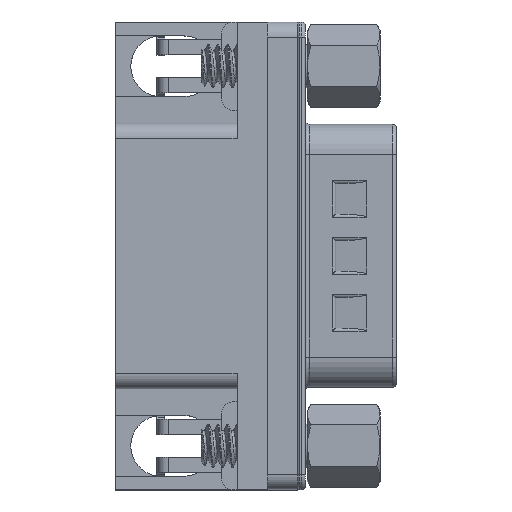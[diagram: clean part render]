
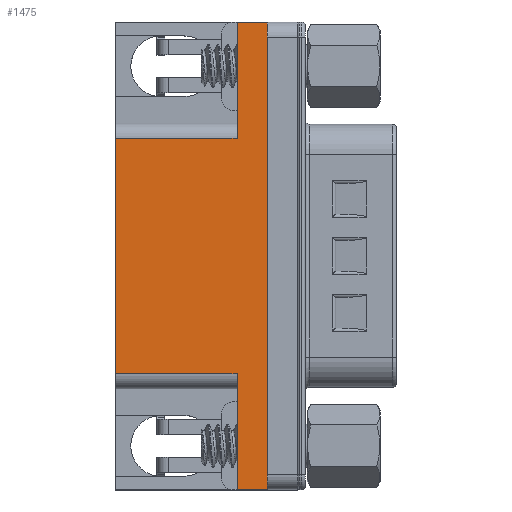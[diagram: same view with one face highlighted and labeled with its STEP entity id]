
A CAD part, top view. The second image highlights one B-rep face of the part: STEP entity #1475.
In plain terms, the highlighted planar face has unit normal (0, 0, 1).
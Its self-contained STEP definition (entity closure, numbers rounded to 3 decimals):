
#1475=ADVANCED_FACE('',(#6666),#6668,.F.);
#6666=FACE_BOUND('',#6667,.T.);
#6667=EDGE_LOOP('',(#26606,#26607,#26608,#26609,#26610,#26611,#26612,#26613));
#6668=PLANE('',#6669);
#6669=AXIS2_PLACEMENT_3D('',#6670,#6671,#6672);
#6670=CARTESIAN_POINT('',(-2.,15.4,4.3));
#6671=DIRECTION('',(0.,0.,-1.));
#6672=DIRECTION('',(0.,-1.,0.));
#26606=ORIENTED_EDGE('',*,*,#29111,.T.);
#26607=ORIENTED_EDGE('',*,*,#29113,.T.);
#26608=ORIENTED_EDGE('',*,*,#29089,.F.);
#26609=ORIENTED_EDGE('',*,*,#29114,.F.);
#26610=ORIENTED_EDGE('',*,*,#29115,.F.);
#26611=ORIENTED_EDGE('',*,*,#29116,.T.);
#26612=ORIENTED_EDGE('',*,*,#29117,.T.);
#26613=ORIENTED_EDGE('',*,*,#29038,.F.);
#29038=EDGE_CURVE('',#30453,#30455,#30456,.T.);
#29089=EDGE_CURVE('',#30545,#30547,#30548,.F.);
#29111=EDGE_CURVE('',#30453,#30582,#30583,.T.);
#29113=EDGE_CURVE('',#30582,#30547,#30585,.F.);
#29114=EDGE_CURVE('',#30586,#30545,#30587,.T.);
#29115=EDGE_CURVE('',#30588,#30586,#30589,.F.);
#29116=EDGE_CURVE('',#30588,#30590,#30591,.F.);
#29117=EDGE_CURVE('',#30590,#30455,#30592,.T.);
#30453=VERTEX_POINT('',#32870);
#30455=VERTEX_POINT('',#32875);
#30456=LINE('',#32876,#32877);
#30545=VERTEX_POINT('',#33077);
#30547=VERTEX_POINT('',#33081);
#30548=LINE('',#33082,#33083);
#30582=VERTEX_POINT('',#33162);
#30583=LINE('',#33163,#33164);
#30585=LINE('',#33170,#33171);
#30586=VERTEX_POINT('',#33173);
#30587=LINE('',#33174,#33175);
#30588=VERTEX_POINT('',#33177);
#30589=LINE('',#33178,#33179);
#30590=VERTEX_POINT('',#33181);
#30591=LINE('',#33182,#33183);
#30592=LINE('',#33185,#33186);
#32870=CARTESIAN_POINT('',(-12.,-7.75,4.3));
#32875=CARTESIAN_POINT('',(-12.,7.75,4.3));
#32876=CARTESIAN_POINT('',(-12.,-7.75,4.3));
#32877=VECTOR('',#32878,1.);
#32878=DIRECTION('',(0.,1.,0.));
#33077=CARTESIAN_POINT('',(-2.,-15.4,4.3));
#33081=CARTESIAN_POINT('',(-4.,-15.4,4.3));
#33082=CARTESIAN_POINT('',(-4.,-15.4,4.3));
#33083=VECTOR('',#33084,1.);
#33084=DIRECTION('',(1.,0.,0.));
#33162=CARTESIAN_POINT('',(-4.,-7.75,4.3));
#33163=CARTESIAN_POINT('',(-12.,-7.75,4.3));
#33164=VECTOR('',#33165,1.);
#33165=DIRECTION('',(1.,0.,0.));
#33170=CARTESIAN_POINT('',(-4.,-15.4,4.3));
#33171=VECTOR('',#33172,1.);
#33172=DIRECTION('',(0.,1.,0.));
#33173=CARTESIAN_POINT('',(-2.,15.4,4.3));
#33174=CARTESIAN_POINT('',(-2.,15.4,4.3));
#33175=VECTOR('',#33176,1.);
#33176=DIRECTION('',(0.,-1.,0.));
#33177=CARTESIAN_POINT('',(-4.,15.4,4.3));
#33178=CARTESIAN_POINT('',(-2.,15.4,4.3));
#33179=VECTOR('',#33180,1.);
#33180=DIRECTION('',(-1.,0.,0.));
#33181=CARTESIAN_POINT('',(-4.,7.75,4.3));
#33182=CARTESIAN_POINT('',(-4.,7.75,4.3));
#33183=VECTOR('',#33184,1.);
#33184=DIRECTION('',(0.,1.,0.));
#33185=CARTESIAN_POINT('',(-4.,7.75,4.3));
#33186=VECTOR('',#33187,1.);
#33187=DIRECTION('',(-1.,0.,0.));
